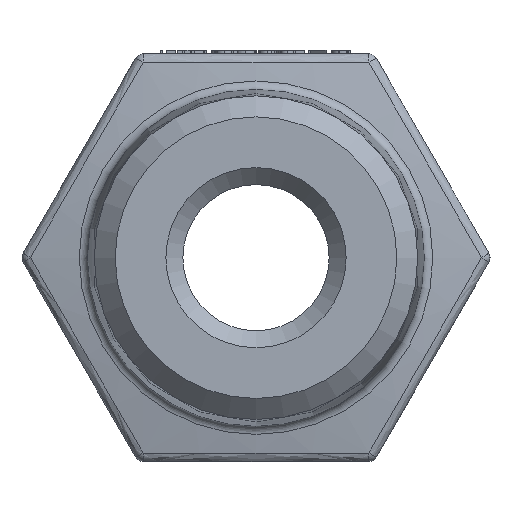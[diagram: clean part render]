
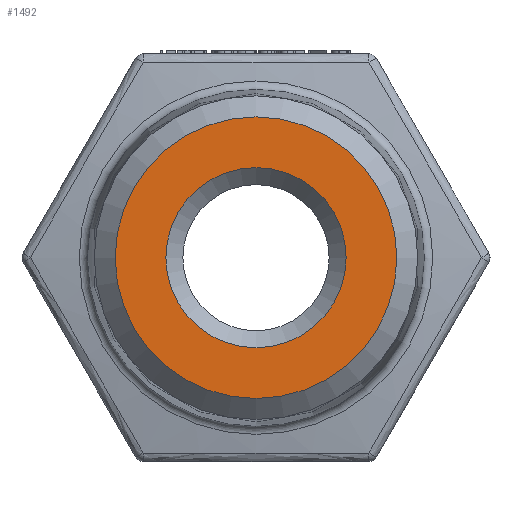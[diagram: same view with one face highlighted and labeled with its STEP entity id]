
A CAD part, left-side view. The second image highlights one B-rep face of the part: STEP entity #1492.
In plain terms, the highlighted planar face has unit normal (-1, 0, 0).
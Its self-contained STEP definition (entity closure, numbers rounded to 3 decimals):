
#75 = CIRCLE ( 'NONE', #3870, 4.141 ) ;
#119 = CIRCLE ( 'NONE', #3871, 2.65 ) ;
#580 = CARTESIAN_POINT ( 'NONE',  ( -12., 0., 0. ) ) ;
#581 = DIRECTION ( 'NONE',  ( -1., 0., 0. ) ) ;
#582 = DIRECTION ( 'NONE',  ( 0., 0., -1. ) ) ;
#784 = CARTESIAN_POINT ( 'NONE',  ( -12., 0., 0. ) ) ;
#785 = DIRECTION ( 'NONE',  ( 1., 0., 0. ) ) ;
#786 = DIRECTION ( 'NONE',  ( 0., 0., -1. ) ) ;
#1250 = CARTESIAN_POINT ( 'NONE',  ( -12., 0., -2.65 ) ) ;
#1380 = CARTESIAN_POINT ( 'NONE',  ( -12., 0., -4.141 ) ) ;
#1492 = ADVANCED_FACE ( 'NONE', ( #4957, #4958 ), #4326, .F. ) ;
#1928 = VERTEX_POINT ( 'NONE', #1380 ) ;
#1930 = VERTEX_POINT ( 'NONE', #1250 ) ;
#2120 = EDGE_LOOP ( 'NONE', ( #6481 ) ) ;
#2436 = EDGE_LOOP ( 'NONE', ( #5929 ) ) ;
#2718 = AXIS2_PLACEMENT_3D ( 'NONE', #4314, #4318, #5027 ) ;
#3870 = AXIS2_PLACEMENT_3D ( 'NONE', #580, #581, #582 ) ;
#3871 = AXIS2_PLACEMENT_3D ( 'NONE', #784, #785, #786 ) ;
#4314 = CARTESIAN_POINT ( 'NONE',  ( -12., 4.74, 0. ) ) ;
#4318 = DIRECTION ( 'NONE',  ( 1., 0., 0. ) ) ;
#4326 = PLANE ( 'NONE',  #2718 ) ;
#4957 = FACE_OUTER_BOUND ( 'NONE', #2120, .T. ) ;
#4958 = FACE_BOUND ( 'NONE', #2436, .T. ) ;
#5027 = DIRECTION ( 'NONE',  ( 0., 0., -1. ) ) ;
#5929 = ORIENTED_EDGE ( 'NONE', *, *, #11778, .T. ) ;
#6481 = ORIENTED_EDGE ( 'NONE', *, *, #10428, .T. ) ;
#10428 = EDGE_CURVE ( 'NONE', #1928, #1928, #75, .T. ) ;
#11778 = EDGE_CURVE ( 'NONE', #1930, #1930, #119, .T. ) ;
